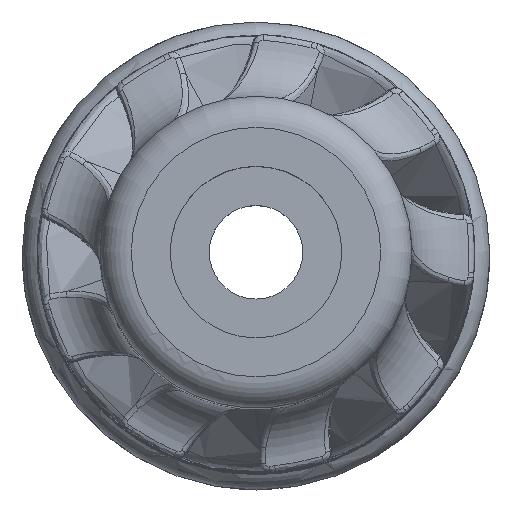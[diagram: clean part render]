
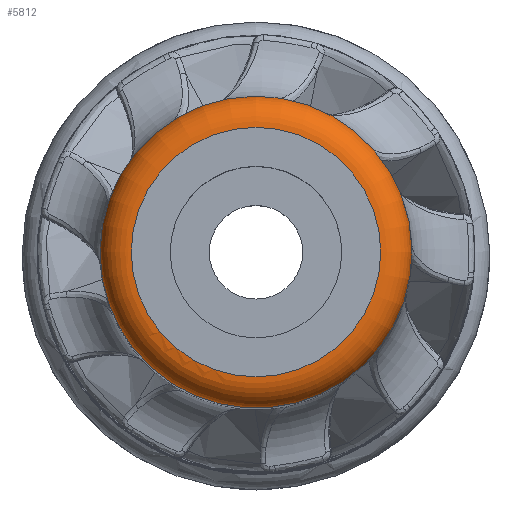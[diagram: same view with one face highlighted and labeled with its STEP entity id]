
A CAD part, top view. The second image highlights one B-rep face of the part: STEP entity #5812.
In plain terms, the highlighted toroidal (fillet/blend) face has major radius 4 mm and minor radius 1 mm.
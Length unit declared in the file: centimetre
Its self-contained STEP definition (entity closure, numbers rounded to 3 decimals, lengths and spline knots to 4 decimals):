
#1331=TOROIDAL_SURFACE($,#6220,0.4,0.1);
#1352=FACE_BOUND($,#1769,.T.);
#1366=FACE_OUTER_BOUND($,#1768,.T.);
#1768=EDGE_LOOP($,(#3904));
#1769=EDGE_LOOP($,(#3905));
#2175=CIRCLE($,#6221,0.5);
#2176=CIRCLE($,#6222,0.4);
#2375=VERTEX_POINT($,#7262);
#2376=VERTEX_POINT($,#7264);
#2944=EDGE_CURVE($,#2375,#2375,#2175,.T.);
#2945=EDGE_CURVE($,#2376,#2376,#2176,.T.);
#3904=ORIENTED_EDGE($,*,*,#2944,.T.);
#3905=ORIENTED_EDGE($,*,*,#2945,.T.);
#5812=ADVANCED_FACE($,(#1366,#1352),#1331,.T.);
#6220=AXIS2_PLACEMENT_3D($,#7261,#6517,#6518);
#6221=AXIS2_PLACEMENT_3D($,#7263,#6519,#6520);
#6222=AXIS2_PLACEMENT_3D($,#7265,#6521,#6522);
#6517=DIRECTION('center_axis',(0.,0.,1.));
#6518=DIRECTION('ref_axis',(1.,0.,0.));
#6519=DIRECTION('center_axis',(0.,0.,1.));
#6520=DIRECTION('ref_axis',(1.,0.,0.));
#6521=DIRECTION('center_axis',(0.,0.,-1.));
#6522=DIRECTION('ref_axis',(1.,0.,0.));
#7261=CARTESIAN_POINT('Origin',(-15.0059,11.2909,7.15));
#7262=CARTESIAN_POINT('',(-15.5059,11.2909,7.15));
#7263=CARTESIAN_POINT('Origin',(-15.0059,11.2909,7.15));
#7264=CARTESIAN_POINT('',(-15.4059,11.2909,7.25));
#7265=CARTESIAN_POINT('Origin',(-15.0059,11.2909,7.25));
